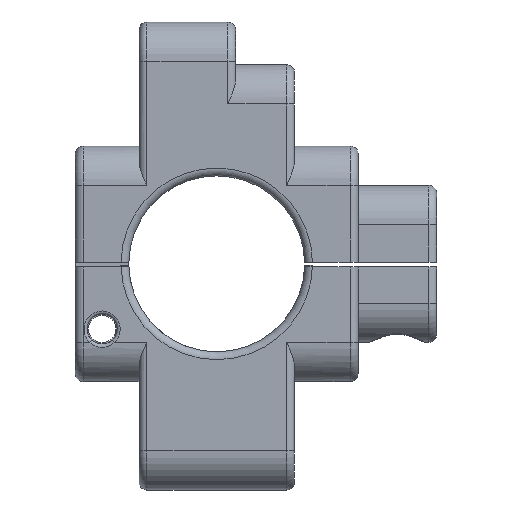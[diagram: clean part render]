
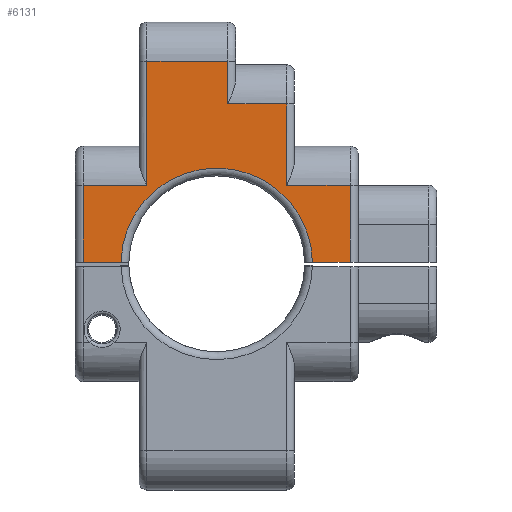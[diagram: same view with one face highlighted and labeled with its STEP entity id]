
A CAD part, left-side view. The second image highlights one B-rep face of the part: STEP entity #6131.
In plain terms, the highlighted planar face has unit normal (-1, 0, 0).
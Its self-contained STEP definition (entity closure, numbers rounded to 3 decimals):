
#399=CIRCLE('',#6562,12.2);
#957=FACE_OUTER_BOUND('',#1343,.T.);
#1343=EDGE_LOOP('',(#4856,#4857,#4858,#4859,#4860,#4861,#4862,#4863,#4864,
#4865,#4866,#4867));
#1671=LINE('',#10079,#2137);
#1680=LINE('',#10130,#2146);
#1707=LINE('',#10218,#2173);
#1709=LINE('',#10231,#2175);
#1712=LINE('',#10247,#2178);
#1732=LINE('',#10321,#2198);
#1743=LINE('',#10372,#2209);
#1750=LINE('',#10402,#2216);
#1775=LINE('',#10480,#2241);
#1776=LINE('',#10519,#2242);
#1777=LINE('',#10522,#2243);
#2137=VECTOR('',#7619,10.);
#2146=VECTOR('',#7644,10.);
#2173=VECTOR('',#7737,10.);
#2175=VECTOR('',#7743,10.);
#2178=VECTOR('',#7754,10.);
#2198=VECTOR('',#7834,10.);
#2209=VECTOR('',#7869,10.);
#2216=VECTOR('',#7892,10.);
#2241=VECTOR('',#7975,10.);
#2242=VECTOR('',#8052,10.);
#2243=VECTOR('',#8057,10.);
#2630=VERTEX_POINT('',#10042);
#2631=VERTEX_POINT('',#10053);
#2637=VERTEX_POINT('',#10078);
#2651=VERTEX_POINT('',#10128);
#2678=VERTEX_POINT('',#10211);
#2682=VERTEX_POINT('',#10224);
#2685=VERTEX_POINT('',#10246);
#2703=VERTEX_POINT('',#10320);
#2718=VERTEX_POINT('',#10369);
#2719=VERTEX_POINT('',#10371);
#2726=VERTEX_POINT('',#10391);
#2728=VERTEX_POINT('',#10395);
#3288=EDGE_CURVE('',#2630,#2631,#399,.T.);
#3296=EDGE_CURVE('',#2631,#2637,#1671,.T.);
#3313=EDGE_CURVE('',#2630,#2651,#1680,.T.);
#3358=EDGE_CURVE('',#2678,#2651,#1707,.T.);
#3362=EDGE_CURVE('',#2682,#2678,#1709,.T.);
#3367=EDGE_CURVE('',#2637,#2685,#1712,.T.);
#3400=EDGE_CURVE('',#2703,#2685,#1732,.T.);
#3419=EDGE_CURVE('',#2718,#2719,#1743,.T.);
#3432=EDGE_CURVE('',#2728,#2726,#1750,.T.);
#3472=EDGE_CURVE('',#2719,#2728,#1775,.T.);
#3492=EDGE_CURVE('',#2703,#2718,#1776,.T.);
#3493=EDGE_CURVE('',#2682,#2726,#1777,.T.);
#4856=ORIENTED_EDGE('',*,*,#3288,.F.);
#4857=ORIENTED_EDGE('',*,*,#3313,.T.);
#4858=ORIENTED_EDGE('',*,*,#3358,.F.);
#4859=ORIENTED_EDGE('',*,*,#3362,.F.);
#4860=ORIENTED_EDGE('',*,*,#3493,.T.);
#4861=ORIENTED_EDGE('',*,*,#3432,.F.);
#4862=ORIENTED_EDGE('',*,*,#3472,.F.);
#4863=ORIENTED_EDGE('',*,*,#3419,.F.);
#4864=ORIENTED_EDGE('',*,*,#3492,.F.);
#4865=ORIENTED_EDGE('',*,*,#3400,.T.);
#4866=ORIENTED_EDGE('',*,*,#3367,.F.);
#4867=ORIENTED_EDGE('',*,*,#3296,.F.);
#5881=PLANE('',#6733);
#6131=ADVANCED_FACE('',(#957),#5881,.T.);
#6562=AXIS2_PLACEMENT_3D('',#10054,#7605,#7606);
#6733=AXIS2_PLACEMENT_3D('',#10523,#8058,#8059);
#7605=DIRECTION('center_axis',(-1.,0.,0.));
#7606=DIRECTION('ref_axis',(0.,0.,1.));
#7619=DIRECTION('',(0.,1.,0.));
#7644=DIRECTION('',(0.,-1.,0.));
#7737=DIRECTION('',(0.,0.,-1.));
#7743=DIRECTION('',(0.,-1.,0.));
#7754=DIRECTION('',(0.,0.,1.));
#7834=DIRECTION('',(0.,1.,0.));
#7869=DIRECTION('',(0.,-1.,0.));
#7892=DIRECTION('',(0.,-1.,0.));
#7975=DIRECTION('',(0.,0.,-1.));
#8052=DIRECTION('',(0.,0.,1.));
#8057=DIRECTION('',(0.,0.,1.));
#8058=DIRECTION('center_axis',(-1.,0.,0.));
#8059=DIRECTION('ref_axis',(0.,-1.,0.));
#10042=CARTESIAN_POINT('',(-15.,-9.598,0.342));
#10053=CARTESIAN_POINT('',(-15.,14.798,0.342));
#10054=CARTESIAN_POINT('Origin',(-15.,2.6,0.142));
#10078=CARTESIAN_POINT('',(-15.,19.6,0.342));
#10079=CARTESIAN_POINT('',(-15.,17.6,0.342));
#10128=CARTESIAN_POINT('',(-15.,-14.4,0.342));
#10130=CARTESIAN_POINT('',(-15.,17.6,0.342));
#10211=CARTESIAN_POINT('',(-15.,-14.4,10.142));
#10218=CARTESIAN_POINT('',(-15.,-14.4,7.142));
#10224=CARTESIAN_POINT('',(-15.,-6.3,10.142));
#10231=CARTESIAN_POINT('',(-15.,-12.4,10.142));
#10246=CARTESIAN_POINT('',(-15.,19.6,10.142));
#10247=CARTESIAN_POINT('',(-15.,19.6,14.542));
#10320=CARTESIAN_POINT('',(-15.,11.5,10.142));
#10321=CARTESIAN_POINT('',(-15.,17.6,10.142));
#10369=CARTESIAN_POINT('',(-15.,11.5,25.942));
#10371=CARTESIAN_POINT('',(-15.,1.2,25.942));
#10372=CARTESIAN_POINT('',(-15.,9.425,25.942));
#10391=CARTESIAN_POINT('',(-15.,-6.3,20.5));
#10395=CARTESIAN_POINT('',(-15.,1.2,20.5));
#10402=CARTESIAN_POINT('',(-15.,6.35,20.5));
#10480=CARTESIAN_POINT('',(-15.,1.2,21.442));
#10519=CARTESIAN_POINT('',(-15.,11.5,21.442));
#10522=CARTESIAN_POINT('',(-15.,-6.3,15.817));
#10523=CARTESIAN_POINT('Origin',(-15.,12.5,13.942));
